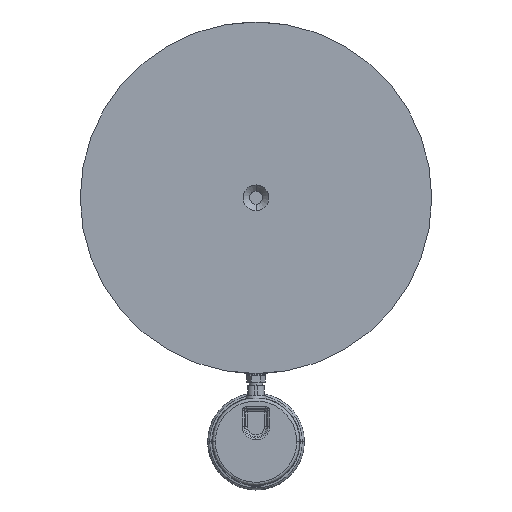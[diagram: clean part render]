
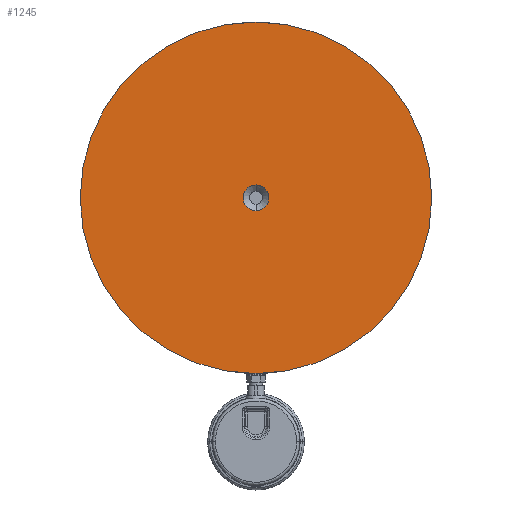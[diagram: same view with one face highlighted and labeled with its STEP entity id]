
A CAD part, front view. The second image highlights one B-rep face of the part: STEP entity #1245.
In plain terms, the highlighted planar face has unit normal (0, -1, 0).
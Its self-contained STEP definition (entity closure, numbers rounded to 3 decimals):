
#89 = DIRECTION ( 'NONE',  ( 0., 0., 1. ) ) ;
#139 = CARTESIAN_POINT ( 'NONE',  ( 118.188, 5.925, 232.115 ) ) ;
#144 = DIRECTION ( 'NONE',  ( 0., 0., 1. ) ) ;
#385 = CARTESIAN_POINT ( 'NONE',  ( 118.188, 5.925, 232.115 ) ) ;
#765 = CARTESIAN_POINT ( 'NONE',  ( 118.188, 5.925, 241.259 ) ) ;
#792 = FACE_BOUND ( 'NONE', #3423, .T. ) ;
#804 = EDGE_CURVE ( 'NONE', #2875, #2204, #6778, .T. ) ;
#1229 = DIRECTION ( 'NONE',  ( 0., 1., 0. ) ) ;
#1245 = ADVANCED_FACE ( 'NONE', ( #792, #5225 ), #5269, .F. ) ;
#1498 = ORIENTED_EDGE ( 'NONE', *, *, #2211, .T. ) ;
#1504 = CARTESIAN_POINT ( 'NONE',  ( 118.188, 5.925, 232.115 ) ) ;
#1510 = CARTESIAN_POINT ( 'NONE',  ( 118.188, 5.925, 357.528 ) ) ;
#1516 = DIRECTION ( 'NONE',  ( 0., 0., 1. ) ) ;
#1527 = AXIS2_PLACEMENT_3D ( 'NONE', #385, #4966, #1516 ) ;
#1566 = EDGE_LOOP ( 'NONE', ( #5519, #5024 ) ) ;
#1857 = CARTESIAN_POINT ( 'NONE',  ( 118.188, 5.925, 106.703 ) ) ;
#2204 = VERTEX_POINT ( 'NONE', #1510 ) ;
#2211 = EDGE_CURVE ( 'NONE', #2364, #6512, #3132, .T. ) ;
#2364 = VERTEX_POINT ( 'NONE', #765 ) ;
#2540 = CIRCLE ( 'NONE', #1527, 9.144 ) ;
#2737 = DIRECTION ( 'NONE',  ( 0., 0., 1. ) ) ;
#2864 = ORIENTED_EDGE ( 'NONE', *, *, #4268, .T. ) ;
#2875 = VERTEX_POINT ( 'NONE', #1857 ) ;
#3046 = DIRECTION ( 'NONE',  ( 0., 1., 0. ) ) ;
#3132 = CIRCLE ( 'NONE', #4341, 9.144 ) ;
#3423 = EDGE_LOOP ( 'NONE', ( #2864, #1498 ) ) ;
#3804 = CIRCLE ( 'NONE', #6537, 125.413 ) ;
#4053 = AXIS2_PLACEMENT_3D ( 'NONE', #1504, #7283, #2737 ) ;
#4268 = EDGE_CURVE ( 'NONE', #6512, #2364, #2540, .T. ) ;
#4341 = AXIS2_PLACEMENT_3D ( 'NONE', #6969, #1229, #6946 ) ;
#4518 = AXIS2_PLACEMENT_3D ( 'NONE', #5321, #4792, #144 ) ;
#4792 = DIRECTION ( 'NONE',  ( 0., 1., 0. ) ) ;
#4955 = EDGE_CURVE ( 'NONE', #2204, #2875, #3804, .T. ) ;
#4966 = DIRECTION ( 'NONE',  ( 0., 1., 0. ) ) ;
#5024 = ORIENTED_EDGE ( 'NONE', *, *, #804, .F. ) ;
#5225 = FACE_OUTER_BOUND ( 'NONE', #1566, .T. ) ;
#5269 = PLANE ( 'NONE',  #4518 ) ;
#5321 = CARTESIAN_POINT ( 'NONE',  ( 118.188, 5.925, 232.115 ) ) ;
#5519 = ORIENTED_EDGE ( 'NONE', *, *, #4955, .F. ) ;
#6512 = VERTEX_POINT ( 'NONE', #6769 ) ;
#6537 = AXIS2_PLACEMENT_3D ( 'NONE', #139, #3046, #89 ) ;
#6769 = CARTESIAN_POINT ( 'NONE',  ( 118.188, 5.925, 222.971 ) ) ;
#6778 = CIRCLE ( 'NONE', #4053, 125.413 ) ;
#6946 = DIRECTION ( 'NONE',  ( 0., 0., 1. ) ) ;
#6969 = CARTESIAN_POINT ( 'NONE',  ( 118.188, 5.925, 232.115 ) ) ;
#7283 = DIRECTION ( 'NONE',  ( 0., 1., 0. ) ) ;
